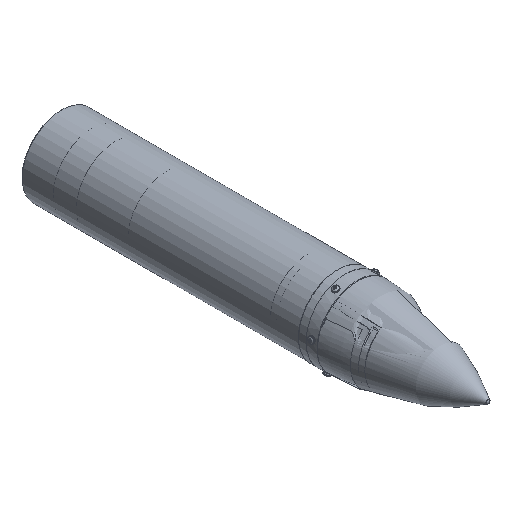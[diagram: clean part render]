
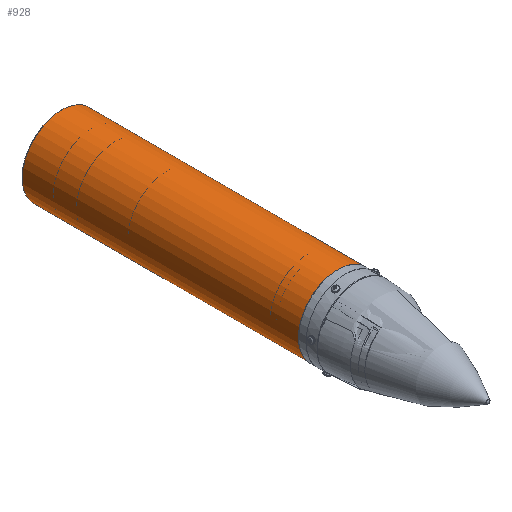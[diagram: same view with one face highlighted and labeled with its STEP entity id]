
A CAD part, isometric view. The second image highlights one B-rep face of the part: STEP entity #928.
In plain terms, the highlighted cylindrical face has radius 51 mm (diameter 102 mm), a full revolution.
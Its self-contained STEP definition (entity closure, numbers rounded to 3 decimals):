
#928=ADVANCED_FACE('',(#4747,#4749),#4751,.T.);
#4747=FACE_OUTER_BOUND('',#4748,.T.);
#4748=EDGE_LOOP('',(#11651));
#4749=FACE_OUTER_BOUND('',#4750,.T.);
#4750=EDGE_LOOP('',(#11652));
#4751=CYLINDRICAL_SURFACE('',#4752,51.);
#4752=AXIS2_PLACEMENT_3D('',#4753,#4754,#4755);
#4753=CARTESIAN_POINT('',(0.,360.,0.));
#4754=DIRECTION('',(0.,-1.,0.));
#4755=DIRECTION('',(0.,0.,-1.));
#11651=ORIENTED_EDGE('',*,*,#14021,.F.);
#11652=ORIENTED_EDGE('',*,*,#14022,.T.);
#14021=EDGE_CURVE('',#15208,#15208,#15209,.T.);
#14022=EDGE_CURVE('',#15210,#15210,#15211,.T.);
#15208=VERTEX_POINT('',#17233);
#15209=CIRCLE('',#17234,51.);
#15210=VERTEX_POINT('',#17238);
#15211=CIRCLE('',#17239,51.);
#17233=CARTESIAN_POINT('',(0.,360.,-51.));
#17234=AXIS2_PLACEMENT_3D('',#17235,#17236,#17237);
#17235=CARTESIAN_POINT('',(0.,360.,0.));
#17236=DIRECTION('',(0.,1.,0.));
#17237=DIRECTION('',(0.,0.,1.));
#17238=CARTESIAN_POINT('',(0.,0.,-51.));
#17239=AXIS2_PLACEMENT_3D('',#17240,#17241,#17242);
#17240=CARTESIAN_POINT('',(0.,0.,0.));
#17241=DIRECTION('',(0.,1.,0.));
#17242=DIRECTION('',(0.,0.,1.));
